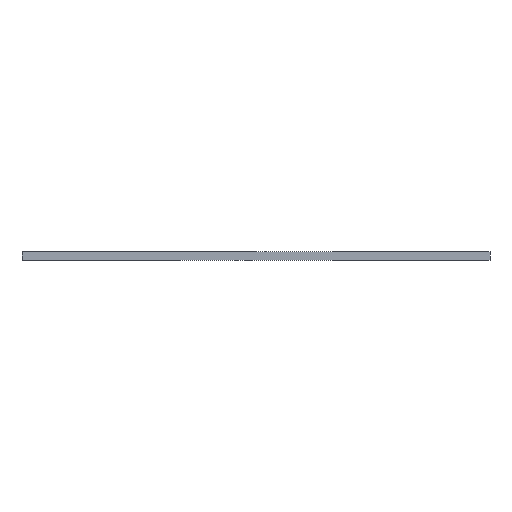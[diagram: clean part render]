
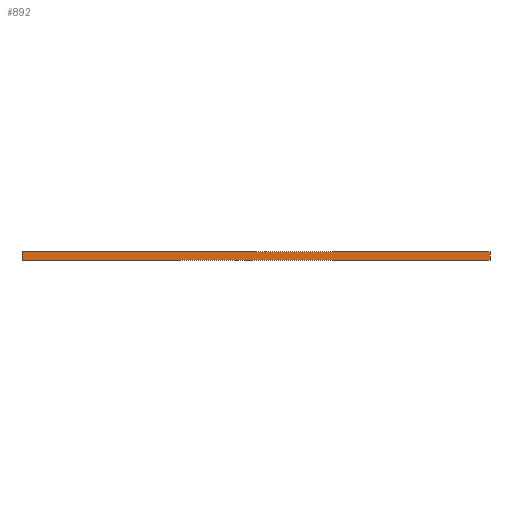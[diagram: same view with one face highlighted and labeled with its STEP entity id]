
A CAD part, left-side view. The second image highlights one B-rep face of the part: STEP entity #892.
In plain terms, the highlighted planar face has unit normal (-1, 0, 0).
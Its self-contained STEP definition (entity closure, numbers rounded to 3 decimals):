
#21 = EDGE_CURVE('',#22,#24,#26,.T.);
#22 = VERTEX_POINT('',#23);
#23 = CARTESIAN_POINT('',(-140.,137.5,-2.5));
#24 = VERTEX_POINT('',#25);
#25 = CARTESIAN_POINT('',(-140.,137.5,2.5));
#26 = SURFACE_CURVE('',#27,(#31,#43),.PCURVE_S1.);
#27 = LINE('',#28,#29);
#28 = CARTESIAN_POINT('',(-140.,137.5,-2.5));
#29 = VECTOR('',#30,1.);
#30 = DIRECTION('',(0.,0.,1.));
#31 = PCURVE('',#32,#37);
#32 = PLANE('',#33);
#33 = AXIS2_PLACEMENT_3D('',#34,#35,#36);
#34 = CARTESIAN_POINT('',(-140.,137.5,-2.5));
#35 = DIRECTION('',(0.,1.,0.));
#36 = DIRECTION('',(1.,0.,0.));
#37 = DEFINITIONAL_REPRESENTATION('',(#38),#42);
#38 = LINE('',#39,#40);
#39 = CARTESIAN_POINT('',(0.,0.));
#40 = VECTOR('',#41,1.);
#41 = DIRECTION('',(0.,-1.));
#42 = ( GEOMETRIC_REPRESENTATION_CONTEXT(2) 
PARAMETRIC_REPRESENTATION_CONTEXT() REPRESENTATION_CONTEXT('2D SPACE',''
  ) );
#43 = PCURVE('',#44,#49);
#44 = PLANE('',#45);
#45 = AXIS2_PLACEMENT_3D('',#46,#47,#48);
#46 = CARTESIAN_POINT('',(-140.,-137.5,-2.5));
#47 = DIRECTION('',(-1.,0.,0.));
#48 = DIRECTION('',(0.,1.,0.));
#49 = DEFINITIONAL_REPRESENTATION('',(#50),#54);
#50 = LINE('',#51,#52);
#51 = CARTESIAN_POINT('',(275.,0.));
#52 = VECTOR('',#53,1.);
#53 = DIRECTION('',(0.,-1.));
#54 = ( GEOMETRIC_REPRESENTATION_CONTEXT(2) 
PARAMETRIC_REPRESENTATION_CONTEXT() REPRESENTATION_CONTEXT('2D SPACE',''
  ) );
#72 = PLANE('',#73);
#73 = AXIS2_PLACEMENT_3D('',#74,#75,#76);
#74 = CARTESIAN_POINT('',(-140.,137.5,2.5));
#75 = DIRECTION('',(0.,0.,1.));
#76 = DIRECTION('',(1.,0.,0.));
#126 = PLANE('',#127);
#127 = AXIS2_PLACEMENT_3D('',#128,#129,#130);
#128 = CARTESIAN_POINT('',(-140.,137.5,-2.5));
#129 = DIRECTION('',(0.,0.,1.));
#130 = DIRECTION('',(1.,0.,0.));
#789 = PLANE('',#790);
#790 = AXIS2_PLACEMENT_3D('',#791,#792,#793);
#791 = CARTESIAN_POINT('',(-70.,-137.5,-2.5));
#792 = DIRECTION('',(0.,-1.,0.));
#793 = DIRECTION('',(-1.,0.,0.));
#827 = VERTEX_POINT('',#828);
#828 = CARTESIAN_POINT('',(-140.,-137.5,2.5));
#849 = EDGE_CURVE('',#850,#827,#852,.T.);
#850 = VERTEX_POINT('',#851);
#851 = CARTESIAN_POINT('',(-140.,-137.5,-2.5));
#852 = SURFACE_CURVE('',#853,(#857,#864),.PCURVE_S1.);
#853 = LINE('',#854,#855);
#854 = CARTESIAN_POINT('',(-140.,-137.5,-2.5));
#855 = VECTOR('',#856,1.);
#856 = DIRECTION('',(0.,0.,1.));
#857 = PCURVE('',#789,#858);
#858 = DEFINITIONAL_REPRESENTATION('',(#859),#863);
#859 = LINE('',#860,#861);
#860 = CARTESIAN_POINT('',(70.,0.));
#861 = VECTOR('',#862,1.);
#862 = DIRECTION('',(0.,-1.));
#863 = ( GEOMETRIC_REPRESENTATION_CONTEXT(2) 
PARAMETRIC_REPRESENTATION_CONTEXT() REPRESENTATION_CONTEXT('2D SPACE',''
  ) );
#864 = PCURVE('',#44,#865);
#865 = DEFINITIONAL_REPRESENTATION('',(#866),#870);
#866 = LINE('',#867,#868);
#867 = CARTESIAN_POINT('',(0.,0.));
#868 = VECTOR('',#869,1.);
#869 = DIRECTION('',(0.,-1.));
#870 = ( GEOMETRIC_REPRESENTATION_CONTEXT(2) 
PARAMETRIC_REPRESENTATION_CONTEXT() REPRESENTATION_CONTEXT('2D SPACE',''
  ) );
#892 = ADVANCED_FACE('',(#893),#44,.T.);
#893 = FACE_BOUND('',#894,.T.);
#894 = EDGE_LOOP('',(#895,#896,#917,#918));
#895 = ORIENTED_EDGE('',*,*,#849,.T.);
#896 = ORIENTED_EDGE('',*,*,#897,.T.);
#897 = EDGE_CURVE('',#827,#24,#898,.T.);
#898 = SURFACE_CURVE('',#899,(#903,#910),.PCURVE_S1.);
#899 = LINE('',#900,#901);
#900 = CARTESIAN_POINT('',(-140.,-137.5,2.5));
#901 = VECTOR('',#902,1.);
#902 = DIRECTION('',(0.,1.,0.));
#903 = PCURVE('',#44,#904);
#904 = DEFINITIONAL_REPRESENTATION('',(#905),#909);
#905 = LINE('',#906,#907);
#906 = CARTESIAN_POINT('',(0.,-5.));
#907 = VECTOR('',#908,1.);
#908 = DIRECTION('',(1.,0.));
#909 = ( GEOMETRIC_REPRESENTATION_CONTEXT(2) 
PARAMETRIC_REPRESENTATION_CONTEXT() REPRESENTATION_CONTEXT('2D SPACE',''
  ) );
#910 = PCURVE('',#72,#911);
#911 = DEFINITIONAL_REPRESENTATION('',(#912),#916);
#912 = LINE('',#913,#914);
#913 = CARTESIAN_POINT('',(0.,-275.));
#914 = VECTOR('',#915,1.);
#915 = DIRECTION('',(0.,1.));
#916 = ( GEOMETRIC_REPRESENTATION_CONTEXT(2) 
PARAMETRIC_REPRESENTATION_CONTEXT() REPRESENTATION_CONTEXT('2D SPACE',''
  ) );
#917 = ORIENTED_EDGE('',*,*,#21,.F.);
#918 = ORIENTED_EDGE('',*,*,#919,.F.);
#919 = EDGE_CURVE('',#850,#22,#920,.T.);
#920 = SURFACE_CURVE('',#921,(#925,#932),.PCURVE_S1.);
#921 = LINE('',#922,#923);
#922 = CARTESIAN_POINT('',(-140.,-137.5,-2.5));
#923 = VECTOR('',#924,1.);
#924 = DIRECTION('',(0.,1.,0.));
#925 = PCURVE('',#44,#926);
#926 = DEFINITIONAL_REPRESENTATION('',(#927),#931);
#927 = LINE('',#928,#929);
#928 = CARTESIAN_POINT('',(0.,0.));
#929 = VECTOR('',#930,1.);
#930 = DIRECTION('',(1.,0.));
#931 = ( GEOMETRIC_REPRESENTATION_CONTEXT(2) 
PARAMETRIC_REPRESENTATION_CONTEXT() REPRESENTATION_CONTEXT('2D SPACE',''
  ) );
#932 = PCURVE('',#126,#933);
#933 = DEFINITIONAL_REPRESENTATION('',(#934),#938);
#934 = LINE('',#935,#936);
#935 = CARTESIAN_POINT('',(0.,-275.));
#936 = VECTOR('',#937,1.);
#937 = DIRECTION('',(0.,1.));
#938 = ( GEOMETRIC_REPRESENTATION_CONTEXT(2) 
PARAMETRIC_REPRESENTATION_CONTEXT() REPRESENTATION_CONTEXT('2D SPACE',''
  ) );
